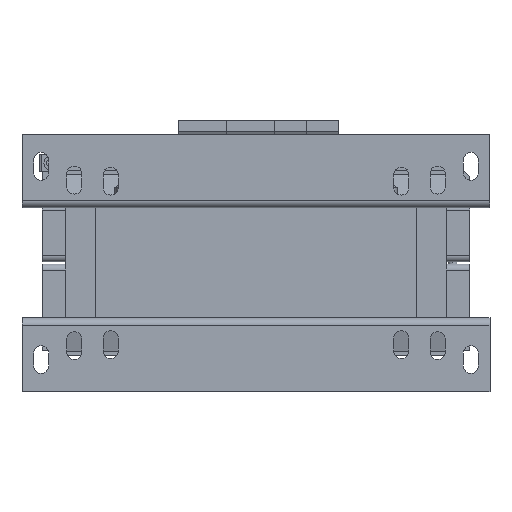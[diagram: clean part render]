
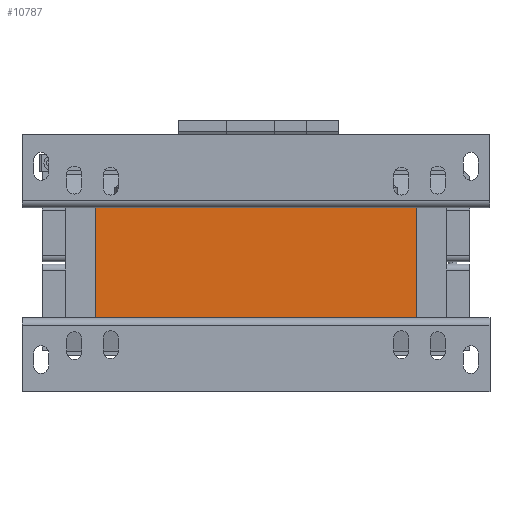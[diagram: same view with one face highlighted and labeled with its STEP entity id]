
A CAD part, front view. The second image highlights one B-rep face of the part: STEP entity #10787.
In plain terms, the highlighted planar face has unit normal (0, -1, 0).
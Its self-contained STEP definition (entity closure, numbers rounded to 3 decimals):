
#166 = CARTESIAN_POINT ( 'NONE',  ( -75., -75.001, -25.75 ) ) ;
#570 = EDGE_LOOP ( 'NONE', ( #12911, #10795, #16903, #17137 ) ) ;
#2839 = LINE ( 'NONE', #16391, #10211 ) ;
#2990 = DIRECTION ( 'NONE',  ( 1., 0., 0. ) ) ;
#5528 = AXIS2_PLACEMENT_3D ( 'NONE', #16137, #6523, #7771 ) ;
#5926 = VERTEX_POINT ( 'NONE', #15518 ) ;
#6406 = PLANE ( 'NONE',  #5528 ) ;
#6523 = DIRECTION ( 'NONE',  ( 0., 1., 0. ) ) ;
#7137 = VECTOR ( 'NONE', #13754, 1000. ) ;
#7311 = EDGE_CURVE ( 'NONE', #7471, #5926, #2839, .T. ) ;
#7471 = VERTEX_POINT ( 'NONE', #166 ) ;
#7519 = VECTOR ( 'NONE', #17088, 1000. ) ;
#7771 = DIRECTION ( 'NONE',  ( 0., 0., 1. ) ) ;
#7918 = VERTEX_POINT ( 'NONE', #11683 ) ;
#8437 = CARTESIAN_POINT ( 'NONE',  ( -75., -75.001, 25.75 ) ) ;
#8818 = LINE ( 'NONE', #8437, #14007 ) ;
#8880 = EDGE_CURVE ( 'NONE', #7918, #7471, #11665, .T. ) ;
#9520 = DIRECTION ( 'NONE',  ( 1., 0., 0. ) ) ;
#10211 = VECTOR ( 'NONE', #9520, 1000. ) ;
#10787 = ADVANCED_FACE ( 'NONE', ( #12668 ), #6406, .F. ) ;
#10795 = ORIENTED_EDGE ( 'NONE', *, *, #13768, .F. ) ;
#11480 = LINE ( 'NONE', #15095, #7137 ) ;
#11665 = LINE ( 'NONE', #12853, #7519 ) ;
#11683 = CARTESIAN_POINT ( 'NONE',  ( -75., -75.001, 25.75 ) ) ;
#12668 = FACE_OUTER_BOUND ( 'NONE', #570, .T. ) ;
#12853 = CARTESIAN_POINT ( 'NONE',  ( -75., -75.001, 25.75 ) ) ;
#12911 = ORIENTED_EDGE ( 'NONE', *, *, #7311, .T. ) ;
#13754 = DIRECTION ( 'NONE',  ( 0., 0., -1. ) ) ;
#13768 = EDGE_CURVE ( 'NONE', #17045, #5926, #11480, .T. ) ;
#14007 = VECTOR ( 'NONE', #2990, 1000. ) ;
#15095 = CARTESIAN_POINT ( 'NONE',  ( 75., -75.001, 25.75 ) ) ;
#15518 = CARTESIAN_POINT ( 'NONE',  ( 75., -75.001, -25.75 ) ) ;
#15569 = EDGE_CURVE ( 'NONE', #7918, #17045, #8818, .T. ) ;
#16137 = CARTESIAN_POINT ( 'NONE',  ( -75., -75.001, 25.75 ) ) ;
#16391 = CARTESIAN_POINT ( 'NONE',  ( -75., -75.001, -25.75 ) ) ;
#16460 = CARTESIAN_POINT ( 'NONE',  ( 75., -75.001, 25.75 ) ) ;
#16903 = ORIENTED_EDGE ( 'NONE', *, *, #15569, .F. ) ;
#17045 = VERTEX_POINT ( 'NONE', #16460 ) ;
#17088 = DIRECTION ( 'NONE',  ( 0., 0., -1. ) ) ;
#17137 = ORIENTED_EDGE ( 'NONE', *, *, #8880, .T. ) ;
